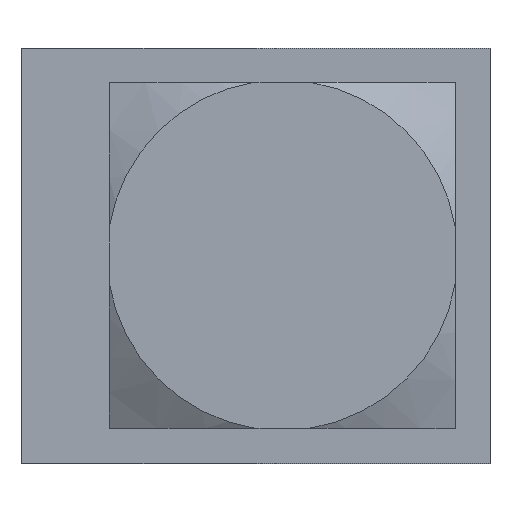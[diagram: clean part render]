
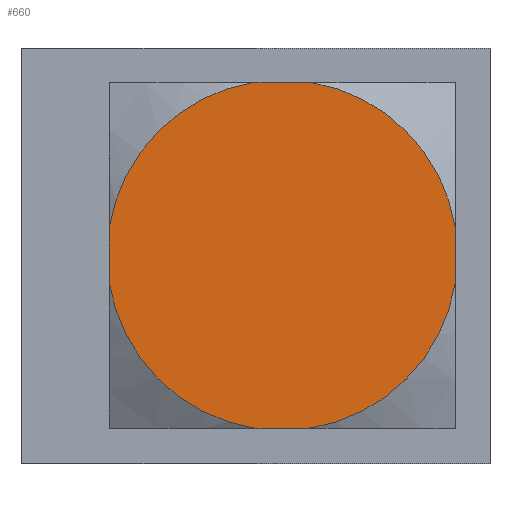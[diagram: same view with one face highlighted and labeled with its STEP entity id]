
A CAD part, top view. The second image highlights one B-rep face of the part: STEP entity #660.
In plain terms, the highlighted planar face has unit normal (0, 0, 1).
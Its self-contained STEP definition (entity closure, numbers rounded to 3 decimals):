
#10 = VERTEX_POINT ( 'NONE', #925 ) ;
#41 = VECTOR ( 'NONE', #267, 1000. ) ;
#68 = CARTESIAN_POINT ( 'NONE',  ( -0.038, 6.25, 23. ) ) ;
#75 = EDGE_CURVE ( 'NONE', #418, #506, #81, .T. ) ;
#81 = CIRCLE ( 'NONE', #1137, 6.328 ) ;
#103 = DIRECTION ( 'NONE',  ( 0., 0., -1. ) ) ;
#120 = CARTESIAN_POINT ( 'NONE',  ( 0.95, 0., 23. ) ) ;
#164 = CARTESIAN_POINT ( 'NONE',  ( 7.2, -0.988, 23. ) ) ;
#206 = CARTESIAN_POINT ( 'NONE',  ( 0.95, 0., 23. ) ) ;
#222 = DIRECTION ( 'NONE',  ( 0., 0., 1. ) ) ;
#240 = CARTESIAN_POINT ( 'NONE',  ( 0., 0., 23. ) ) ;
#267 = DIRECTION ( 'NONE',  ( 0., 1., 0. ) ) ;
#269 = DIRECTION ( 'NONE',  ( 1., 0., 0. ) ) ;
#282 = LINE ( 'NONE', #947, #444 ) ;
#308 = ORIENTED_EDGE ( 'NONE', *, *, #800, .F. ) ;
#353 = DIRECTION ( 'NONE',  ( 1., 0., 0. ) ) ;
#395 = EDGE_CURVE ( 'NONE', #418, #1505, #1429, .T. ) ;
#418 = VERTEX_POINT ( 'NONE', #888 ) ;
#420 = ORIENTED_EDGE ( 'NONE', *, *, #821, .F. ) ;
#421 = ORIENTED_EDGE ( 'NONE', *, *, #1324, .F. ) ;
#422 = AXIS2_PLACEMENT_3D ( 'NONE', #120, #833, #1545 ) ;
#444 = VECTOR ( 'NONE', #462, 1000. ) ;
#462 = DIRECTION ( 'NONE',  ( 1., 0., 0. ) ) ;
#469 = EDGE_LOOP ( 'NONE', ( #421, #929, #420, #817, #1192, #1526, #308, #617 ) ) ;
#484 = DIRECTION ( 'NONE',  ( 0., 0., -1. ) ) ;
#506 = VERTEX_POINT ( 'NONE', #68 ) ;
#515 = CARTESIAN_POINT ( 'NONE',  ( 0.95, 0., 23. ) ) ;
#565 = CIRCLE ( 'NONE', #1071, 6.328 ) ;
#583 = DIRECTION ( 'NONE',  ( 0., 0., -1. ) ) ;
#615 = DIRECTION ( 'NONE',  ( -1., 0., 0. ) ) ;
#617 = ORIENTED_EDGE ( 'NONE', *, *, #1356, .T. ) ;
#632 = DIRECTION ( 'NONE',  ( 1., 0., 0. ) ) ;
#660 = ADVANCED_FACE ( 'NONE', ( #777 ), #1171, .T. ) ;
#677 = LINE ( 'NONE', #1529, #41 ) ;
#751 = VERTEX_POINT ( 'NONE', #164 ) ;
#777 = FACE_OUTER_BOUND ( 'NONE', #469, .T. ) ;
#800 = EDGE_CURVE ( 'NONE', #10, #1505, #1220, .T. ) ;
#817 = ORIENTED_EDGE ( 'NONE', *, *, #982, .T. ) ;
#820 = VERTEX_POINT ( 'NONE', #1214 ) ;
#821 = EDGE_CURVE ( 'NONE', #820, #835, #565, .T. ) ;
#823 = CARTESIAN_POINT ( 'NONE',  ( 1.938, -6.25, 23. ) ) ;
#833 = DIRECTION ( 'NONE',  ( 0., 0., -1. ) ) ;
#835 = VERTEX_POINT ( 'NONE', #937 ) ;
#836 = AXIS2_PLACEMENT_3D ( 'NONE', #1316, #484, #632 ) ;
#888 = CARTESIAN_POINT ( 'NONE',  ( -5.3, 0.988, 23. ) ) ;
#905 = CARTESIAN_POINT ( 'NONE',  ( -5.3, -0.988, 23. ) ) ;
#925 = CARTESIAN_POINT ( 'NONE',  ( -0.038, -6.25, 23. ) ) ;
#929 = ORIENTED_EDGE ( 'NONE', *, *, #999, .T. ) ;
#937 = CARTESIAN_POINT ( 'NONE',  ( 7.2, 0.988, 23. ) ) ;
#944 = DIRECTION ( 'NONE',  ( 1., 0., 0. ) ) ;
#947 = CARTESIAN_POINT ( 'NONE',  ( 7.2, -6.25, 23. ) ) ;
#982 = EDGE_CURVE ( 'NONE', #820, #506, #1305, .T. ) ;
#984 = VECTOR ( 'NONE', #615, 1000. ) ;
#999 = EDGE_CURVE ( 'NONE', #751, #835, #677, .T. ) ;
#1071 = AXIS2_PLACEMENT_3D ( 'NONE', #515, #583, #269 ) ;
#1137 = AXIS2_PLACEMENT_3D ( 'NONE', #206, #103, #944 ) ;
#1171 = PLANE ( 'NONE',  #1254 ) ;
#1192 = ORIENTED_EDGE ( 'NONE', *, *, #75, .F. ) ;
#1214 = CARTESIAN_POINT ( 'NONE',  ( 1.938, 6.25, 23. ) ) ;
#1220 = CIRCLE ( 'NONE', #836, 6.328 ) ;
#1254 = AXIS2_PLACEMENT_3D ( 'NONE', #240, #222, #353 ) ;
#1271 = CARTESIAN_POINT ( 'NONE',  ( 7.2, 6.25, 23. ) ) ;
#1305 = LINE ( 'NONE', #1271, #984 ) ;
#1316 = CARTESIAN_POINT ( 'NONE',  ( 0.95, 0., 23. ) ) ;
#1324 = EDGE_CURVE ( 'NONE', #751, #1374, #1512, .T. ) ;
#1356 = EDGE_CURVE ( 'NONE', #10, #1374, #282, .T. ) ;
#1358 = CARTESIAN_POINT ( 'NONE',  ( -5.3, -6.25, 23. ) ) ;
#1374 = VERTEX_POINT ( 'NONE', #823 ) ;
#1386 = VECTOR ( 'NONE', #1481, 1000. ) ;
#1429 = LINE ( 'NONE', #1358, #1386 ) ;
#1481 = DIRECTION ( 'NONE',  ( 0., -1., 0. ) ) ;
#1505 = VERTEX_POINT ( 'NONE', #905 ) ;
#1512 = CIRCLE ( 'NONE', #422, 6.328 ) ;
#1526 = ORIENTED_EDGE ( 'NONE', *, *, #395, .T. ) ;
#1529 = CARTESIAN_POINT ( 'NONE',  ( 7.2, -6.25, 23. ) ) ;
#1545 = DIRECTION ( 'NONE',  ( 1., 0., 0. ) ) ;
